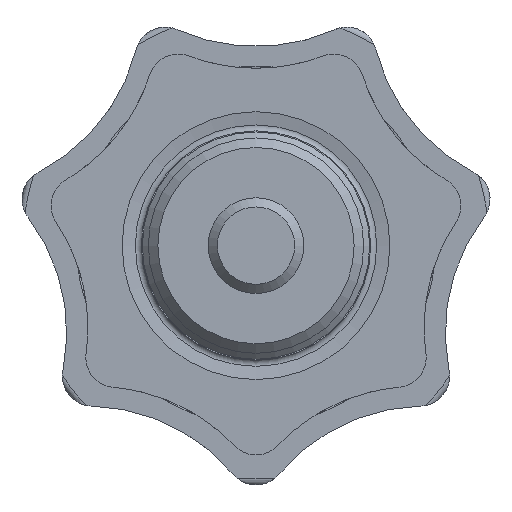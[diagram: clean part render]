
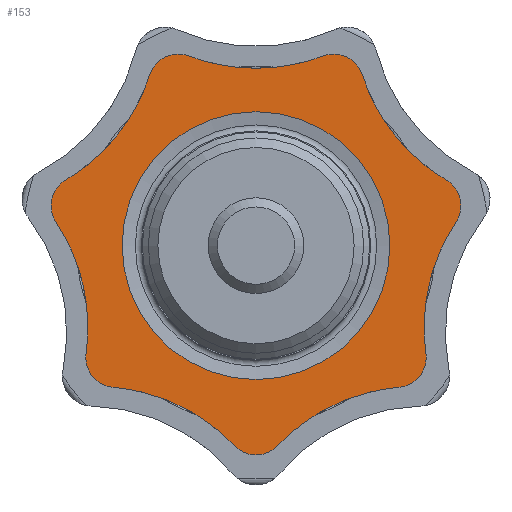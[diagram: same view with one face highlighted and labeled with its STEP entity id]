
A CAD part, front view. The second image highlights one B-rep face of the part: STEP entity #153.
In plain terms, the highlighted planar face has unit normal (0, -1, 0).
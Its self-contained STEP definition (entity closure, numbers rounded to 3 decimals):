
#153 = ADVANCED_FACE( '', ( #329, #330 ), #331, .F. );
#329 = FACE_OUTER_BOUND( '', #521, .T. );
#330 = FACE_BOUND( '', #522, .T. );
#331 = PLANE( '', #523 );
#521 = EDGE_LOOP( '', ( #898, #899, #900, #901, #902, #903, #904, #905, #906, #907, #908, #909, #910, #911 ) );
#522 = EDGE_LOOP( '', ( #912 ) );
#523 = AXIS2_PLACEMENT_3D( '', #913, #914, #915 );
#898 = ORIENTED_EDGE( '', *, *, #1141, .T. );
#899 = ORIENTED_EDGE( '', *, *, #1204, .F. );
#900 = ORIENTED_EDGE( '', *, *, #1131, .T. );
#901 = ORIENTED_EDGE( '', *, *, #1278, .F. );
#902 = ORIENTED_EDGE( '', *, *, #1279, .T. );
#903 = ORIENTED_EDGE( '', *, *, #1280, .F. );
#904 = ORIENTED_EDGE( '', *, *, #1181, .T. );
#905 = ORIENTED_EDGE( '', *, *, #1267, .F. );
#906 = ORIENTED_EDGE( '', *, *, #1269, .T. );
#907 = ORIENTED_EDGE( '', *, *, #1224, .F. );
#908 = ORIENTED_EDGE( '', *, *, #1281, .T. );
#909 = ORIENTED_EDGE( '', *, *, #1201, .F. );
#910 = ORIENTED_EDGE( '', *, *, #1124, .T. );
#911 = ORIENTED_EDGE( '', *, *, #1194, .F. );
#912 = ORIENTED_EDGE( '', *, *, #1207, .F. );
#913 = CARTESIAN_POINT( '', ( -20.893, 21.4, -8.107 ) );
#914 = DIRECTION( '', ( 0., 1., 0. ) );
#915 = DIRECTION( '', ( 0., 0., 1. ) );
#1124 = EDGE_CURVE( '', #1336, #1333, #1337, .T. );
#1131 = EDGE_CURVE( '', #1349, #1346, #1350, .T. );
#1141 = EDGE_CURVE( '', #1367, #1364, #1368, .T. );
#1181 = EDGE_CURVE( '', #1437, #1434, #1438, .T. );
#1194 = EDGE_CURVE( '', #1367, #1333, #1457, .T. );
#1201 = EDGE_CURVE( '', #1336, #1464, #1468, .T. );
#1204 = EDGE_CURVE( '', #1349, #1364, #1471, .T. );
#1207 = EDGE_CURVE( '', #1475, #1475, #1476, .F. );
#1224 = EDGE_CURVE( '', #1504, #1499, #1506, .T. );
#1267 = EDGE_CURVE( '', #1569, #1434, #1571, .T. );
#1269 = EDGE_CURVE( '', #1569, #1499, #1573, .T. );
#1278 = EDGE_CURVE( '', #1583, #1346, #1584, .T. );
#1279 = EDGE_CURVE( '', #1583, #1585, #1586, .T. );
#1280 = EDGE_CURVE( '', #1437, #1585, #1587, .T. );
#1281 = EDGE_CURVE( '', #1504, #1464, #1588, .T. );
#1333 = VERTEX_POINT( '', #1652 );
#1336 = VERTEX_POINT( '', #1656 );
#1337 = CIRCLE( '', #1657, 16. );
#1346 = VERTEX_POINT( '', #1676 );
#1349 = VERTEX_POINT( '', #1680 );
#1350 = CIRCLE( '', #1681, 16. );
#1364 = VERTEX_POINT( '', #1714 );
#1367 = VERTEX_POINT( '', #1718 );
#1368 = CIRCLE( '', #1719, 16. );
#1434 = VERTEX_POINT( '', #1899 );
#1437 = VERTEX_POINT( '', #1903 );
#1438 = CIRCLE( '', #1904, 16. );
#1457 = CIRCLE( '', #1948, 2.5 );
#1464 = VERTEX_POINT( '', #1955 );
#1468 = CIRCLE( '', #1960, 2.5 );
#1471 = CIRCLE( '', #1963, 2.5 );
#1475 = VERTEX_POINT( '', #1967 );
#1476 = CIRCLE( '', #1968, 11.193 );
#1499 = VERTEX_POINT( '', #2042 );
#1504 = VERTEX_POINT( '', #2048 );
#1506 = CIRCLE( '', #2051, 2.5 );
#1569 = VERTEX_POINT( '', #2372 );
#1571 = CIRCLE( '', #2375, 2.5 );
#1573 = CIRCLE( '', #2377, 16. );
#1583 = VERTEX_POINT( '', #2387 );
#1584 = CIRCLE( '', #2388, 2.5 );
#1585 = VERTEX_POINT( '', #2389 );
#1586 = CIRCLE( '', #2390, 16. );
#1587 = CIRCLE( '', #2391, 2.5 );
#1588 = CIRCLE( '', #2392, 16. );
#1652 = CARTESIAN_POINT( '', ( -15.905, 21.4, 5.485 ) );
#1656 = CARTESIAN_POINT( '', ( -8.886, 21.4, 14.286 ) );
#1657 = AXIS2_PLACEMENT_3D( '', #2501, #2502, #2503 );
#1676 = CARTESIAN_POINT( '', ( -1.808, 21.4, -16.727 ) );
#1680 = CARTESIAN_POINT( '', ( -11.95, 21.4, -11.842 ) );
#1681 = AXIS2_PLACEMENT_3D( '', #2512, #2513, #2514 );
#1714 = CARTESIAN_POINT( '', ( -14.205, 21.4, -9.016 ) );
#1718 = CARTESIAN_POINT( '', ( -16.71, 21.4, 1.96 ) );
#1719 = AXIS2_PLACEMENT_3D( '', #2526, #2527, #2528 );
#1899 = CARTESIAN_POINT( '', ( 16.71, 21.4, 1.96 ) );
#1903 = CARTESIAN_POINT( '', ( 14.205, 21.4, -9.016 ) );
#1904 = AXIS2_PLACEMENT_3D( '', #2576, #2577, #2578 );
#1948 = AXIS2_PLACEMENT_3D( '', #2595, #2596, #2597 );
#1955 = CARTESIAN_POINT( '', ( -5.629, 21.4, 15.855 ) );
#1960 = AXIS2_PLACEMENT_3D( '', #2608, #2609, #2610 );
#1963 = AXIS2_PLACEMENT_3D( '', #2614, #2615, #2616 );
#1967 = CARTESIAN_POINT( '', ( 0., 21.4, 11.193 ) );
#1968 = AXIS2_PLACEMENT_3D( '', #2620, #2621, #2622 );
#2042 = CARTESIAN_POINT( '', ( 8.886, 21.4, 14.286 ) );
#2048 = CARTESIAN_POINT( '', ( 5.629, 21.4, 15.855 ) );
#2051 = AXIS2_PLACEMENT_3D( '', #2641, #2642, #2643 );
#2372 = CARTESIAN_POINT( '', ( 15.905, 21.4, 5.485 ) );
#2375 = AXIS2_PLACEMENT_3D( '', #2680, #2681, #2682 );
#2377 = AXIS2_PLACEMENT_3D( '', #2683, #2684, #2685 );
#2387 = CARTESIAN_POINT( '', ( 1.808, 21.4, -16.727 ) );
#2388 = AXIS2_PLACEMENT_3D( '', #2698, #2699, #2700 );
#2389 = CARTESIAN_POINT( '', ( 11.95, 21.4, -11.842 ) );
#2390 = AXIS2_PLACEMENT_3D( '', #2701, #2702, #2703 );
#2391 = AXIS2_PLACEMENT_3D( '', #2704, #2705, #2706 );
#2392 = AXIS2_PLACEMENT_3D( '', #2707, #2708, #2709 );
#2501 = CARTESIAN_POINT( '', ( -24.105, 21.4, 19.223 ) );
#2502 = DIRECTION( '', ( 0., 1., 0. ) );
#2503 = DIRECTION( '', ( 1., 0., 0. ) );
#2512 = CARTESIAN_POINT( '', ( -13.377, 21.4, -27.779 ) );
#2513 = DIRECTION( '', ( 0., 1., 0. ) );
#2514 = DIRECTION( '', ( 1., 0., 0. ) );
#2526 = CARTESIAN_POINT( '', ( -30.059, 21.4, -6.861 ) );
#2527 = DIRECTION( '', ( 0., 1., 0. ) );
#2528 = DIRECTION( '', ( 1., 0., 0. ) );
#2576 = CARTESIAN_POINT( '', ( 30.059, 21.4, -6.861 ) );
#2577 = DIRECTION( '', ( 0., 1., 0. ) );
#2578 = DIRECTION( '', ( 1., 0., 0. ) );
#2595 = CARTESIAN_POINT( '', ( -14.624, 21.4, 3.338 ) );
#2596 = DIRECTION( '', ( 0., 1., 0. ) );
#2597 = DIRECTION( '', ( 1., 0., 0. ) );
#2608 = CARTESIAN_POINT( '', ( -6.508, 21.4, 13.515 ) );
#2609 = DIRECTION( '', ( 0., 1., 0. ) );
#2610 = DIRECTION( '', ( 1., 0., 0. ) );
#2614 = CARTESIAN_POINT( '', ( -11.727, 21.4, -9.352 ) );
#2615 = DIRECTION( '', ( 0., 1., 0. ) );
#2616 = DIRECTION( '', ( 1., 0., 0. ) );
#2620 = CARTESIAN_POINT( '', ( 0., 21.4, 0. ) );
#2621 = DIRECTION( '', ( 0., 1., 0. ) );
#2622 = DIRECTION( '', ( 0., 0., 1. ) );
#2641 = CARTESIAN_POINT( '', ( 6.508, 21.4, 13.515 ) );
#2642 = DIRECTION( '', ( 0., 1., 0. ) );
#2643 = DIRECTION( '', ( 1., 0., 0. ) );
#2680 = CARTESIAN_POINT( '', ( 14.624, 21.4, 3.338 ) );
#2681 = DIRECTION( '', ( 0., 1., 0. ) );
#2682 = DIRECTION( '', ( 1., 0., 0. ) );
#2683 = CARTESIAN_POINT( '', ( 24.105, 21.4, 19.223 ) );
#2684 = DIRECTION( '', ( 0., 1., 0. ) );
#2685 = DIRECTION( '', ( 1., 0., 0. ) );
#2698 = CARTESIAN_POINT( '', ( 0., 21.4, -15. ) );
#2699 = DIRECTION( '', ( 0., 1., 0. ) );
#2700 = DIRECTION( '', ( 1., 0., 0. ) );
#2701 = CARTESIAN_POINT( '', ( 13.377, 21.4, -27.779 ) );
#2702 = DIRECTION( '', ( 0., 1., 0. ) );
#2703 = DIRECTION( '', ( 1., 0., 0. ) );
#2704 = CARTESIAN_POINT( '', ( 11.727, 21.4, -9.352 ) );
#2705 = DIRECTION( '', ( 0., 1., 0. ) );
#2706 = DIRECTION( '', ( 1., 0., 0. ) );
#2707 = CARTESIAN_POINT( '', ( 0., 21.4, 30.832 ) );
#2708 = DIRECTION( '', ( 0., 1., 0. ) );
#2709 = DIRECTION( '', ( 1., 0., 0. ) );
